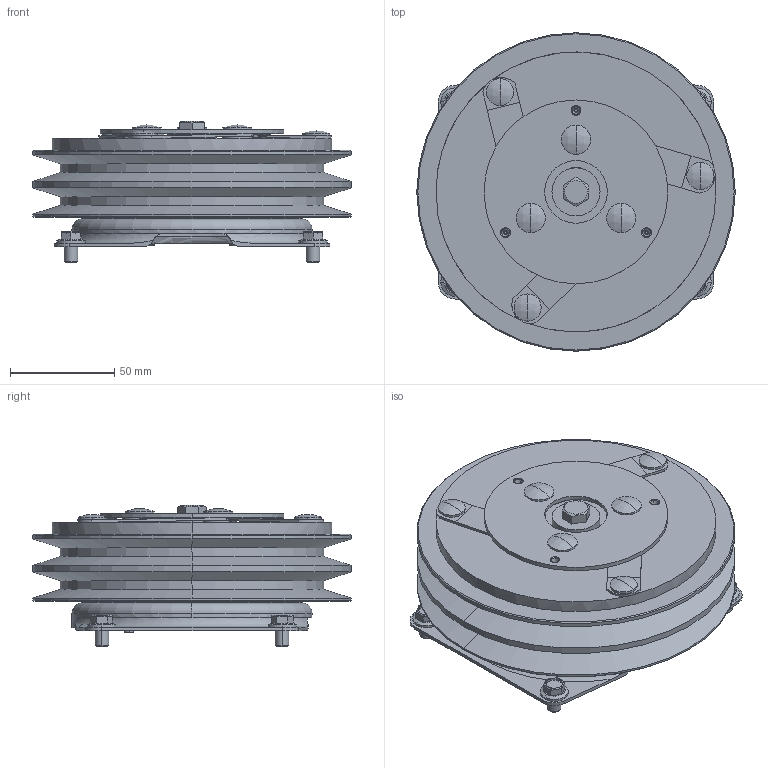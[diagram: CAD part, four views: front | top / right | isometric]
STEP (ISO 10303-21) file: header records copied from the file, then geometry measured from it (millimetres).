
FILE_DESCRIPTION (( 'STEP AP203' ), '1' );
FILE_NAME ('51164500_MA-6ACS_MGCL.STEP', '2016-03-14T05:29:09', ( '' ), ( '' ), 'SwSTEP 2.0', 'SolidWorks 2014', '' );
FILE_SCHEMA (( 'CONFIG_CONTROL_DESIGN' ));
Length unit declared in the file: millimetre
Products named in the file (1): 51164500_MA-6ACS_MGCL
Bounding box: 152.4 x 152.4 x 67.57 mm (x, y, z)
Volume: 579744.8 mm3; surface area: 125765.4 mm2
Topology: 7 solids, 16 shells, 610 faces, 1520 edges, 937 vertices
Faces by surface type: cylinder 254, plane 221, cone 73, torus 50, sphere 12
Entity records: 18634 total; most frequent: DIRECTION 3503, CARTESIAN_POINT 3424, ORIENTED_EDGE 3016, EDGE_CURVE 1508, AXIS2_PLACEMENT_3D 1456, VERTEX_POINT 937, CIRCLE 845, EDGE_LOOP 693
